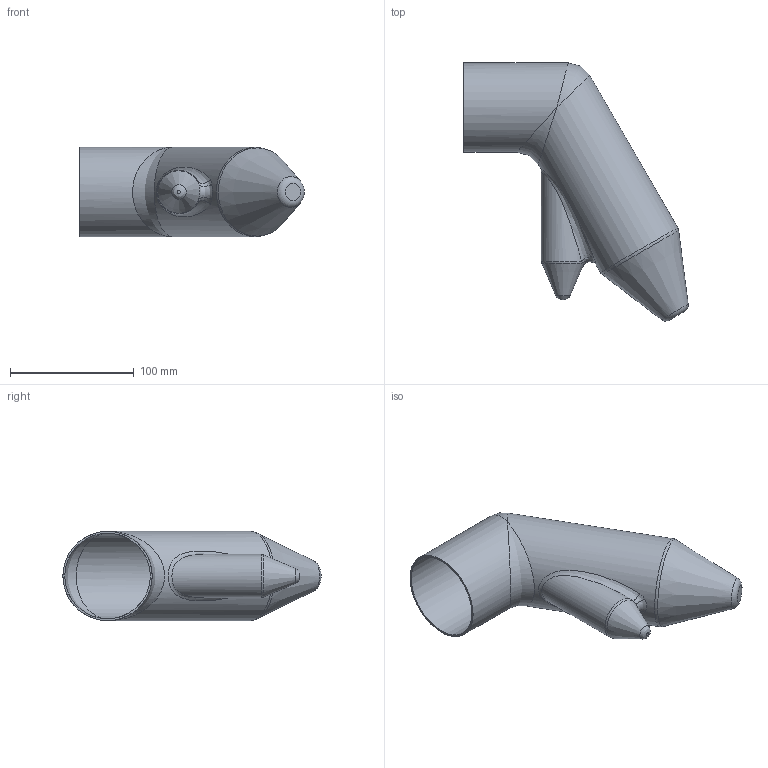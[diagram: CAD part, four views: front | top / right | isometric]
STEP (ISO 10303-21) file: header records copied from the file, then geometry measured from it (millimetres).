
FILE_DESCRIPTION(/* description */ (''),/* implementation_level */ '2;1');
FILE_NAME(/* name */ 'B4-BOOT .step',/* time_stamp */ '2020-08-27T10:40:02+01:00',/* author */ (''),/* organization */ (''),/* preprocessor_version */ 'ST-DEVELOPER v18.1',/* originating_system */ 'Autodesk Translation Framework v9.3.0.1241',/* authorisation */ '');
FILE_SCHEMA (('AUTOMOTIVE_DESIGN { 1 0 10303 214 3 1 1 }'));
Length unit declared in the file: millimetre
Products named in the file (1): B4-BOOT
Bounding box: 181.06 x 208.31 x 72 mm (x, y, z)
Volume: 90814 mm3; surface area: 121435.5 mm2
Topology: 1 solids, 1 shells, 35 faces, 88 edges, 48 vertices
Faces by surface type: bspline 14, cylinder 6, torus 6, plane 5, cone 4
Full cylindrical faces by diameter (mm): 69 x2, 72 x2
Entity records: 4542 total; most frequent: CARTESIAN_POINT 3766, ORIENTED_EDGE 160, DIRECTION 154, EDGE_CURVE 80, AXIS2_PLACEMENT_3D 72, VERTEX_POINT 48, CIRCLE 40, EDGE_LOOP 36
